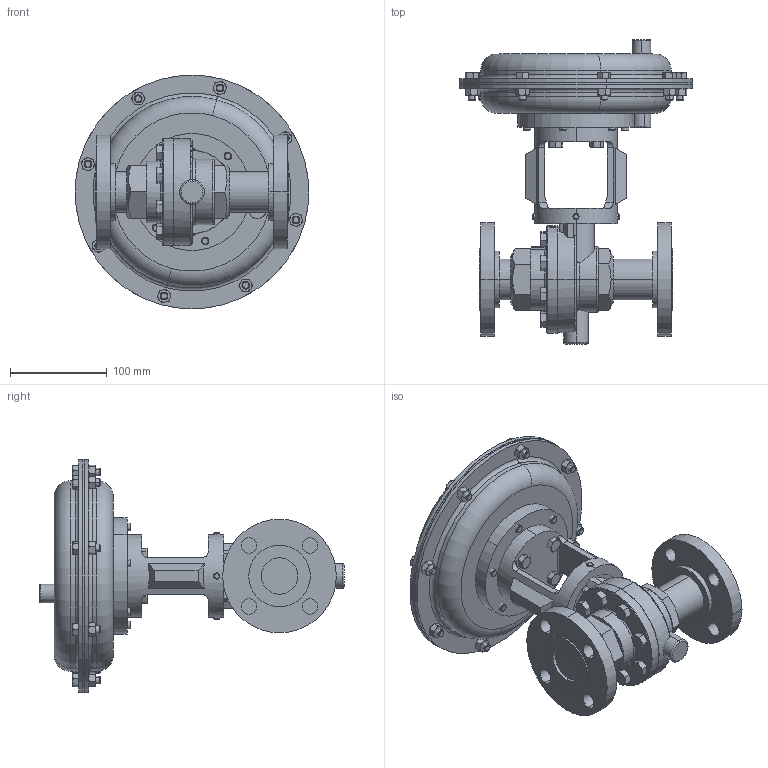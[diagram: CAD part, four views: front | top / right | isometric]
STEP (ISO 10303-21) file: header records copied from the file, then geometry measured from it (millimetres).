
FILE_DESCRIPTION (( 'STEP AP203' ), '1' );
FILE_NAME ('70-125-DI+BR-F5-35M.STEP', '2017-08-30T17:45:27', ( '' ), ( '' ), 'SwSTEP 2.0', 'SolidWorks 2014', '' );
FILE_SCHEMA (( 'CONFIG_CONTROL_DESIGN' ));
Length unit declared in the file: inch
Products named in the file (1): 70-125-DI+BR-F5-35M
Bounding box: 240.92 x 313.73 x 240.92 mm (x, y, z)
Volume: 3950297.2 mm3; surface area: 568627.5 mm2
Topology: 51 solids, 51 shells, 985 faces, 2144 edges, 1298 vertices
Faces by surface type: plane 423, cone 344, cylinder 153, bspline 36, torus 29
Entity records: 36096 total; most frequent: CARTESIAN_POINT 15455, ORIENTED_EDGE 4272, DIRECTION 4113, EDGE_CURVE 2136, AXIS2_PLACEMENT_3D 1662, VERTEX_POINT 1298, EDGE_LOOP 1048, FACE_OUTER_BOUND 985
